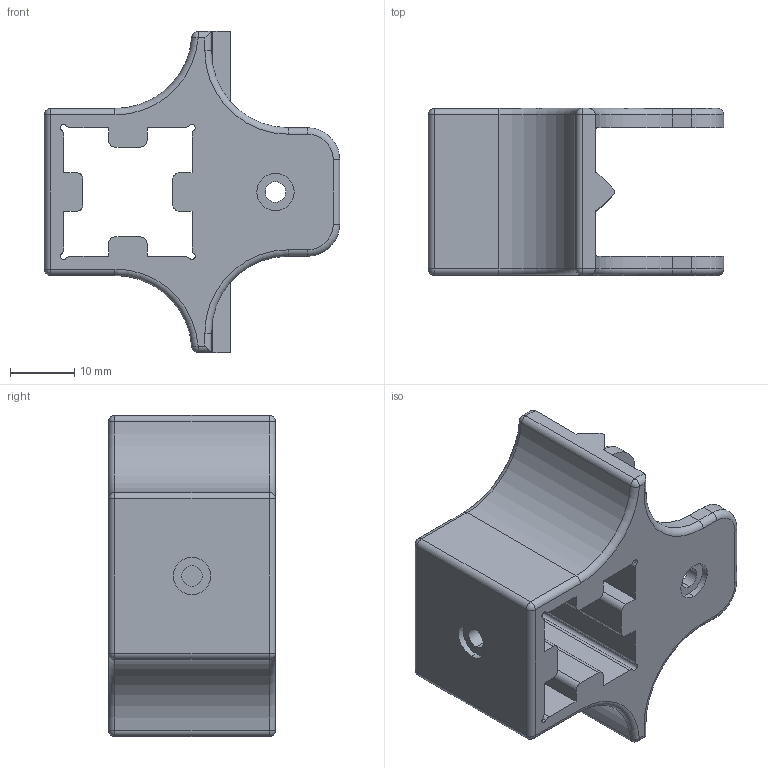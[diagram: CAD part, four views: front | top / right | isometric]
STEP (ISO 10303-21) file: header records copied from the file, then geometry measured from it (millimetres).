
FILE_DESCRIPTION (( 'STEP AP203' ), '1' );
FILE_NAME ('stabilizer_extrusion_block.step', '2016-02-29T21:25:34', ( '' ), ( '' ), 'SwSTEP 2.0', 'SolidWorks 2015', '' );
FILE_SCHEMA (( 'CONFIG_CONTROL_DESIGN' ));
Length unit declared in the file: millimetre
Products named in the file (1): stabilizer_extrusion_block
Bounding box: 46 x 26 x 50 mm (x, y, z)
Volume: 15210.4 mm3; surface area: 9328.5 mm2
Topology: 1 solids, 1 shells, 141 faces, 368 edges, 224 vertices
Faces by surface type: cylinder 70, plane 51, torus 12, sphere 8
Entity records: 4347 total; most frequent: DIRECTION 780, CARTESIAN_POINT 750, ORIENTED_EDGE 720, EDGE_CURVE 360, AXIS2_PLACEMENT_3D 286, VERTEX_POINT 224, LINE 208, VECTOR 208
